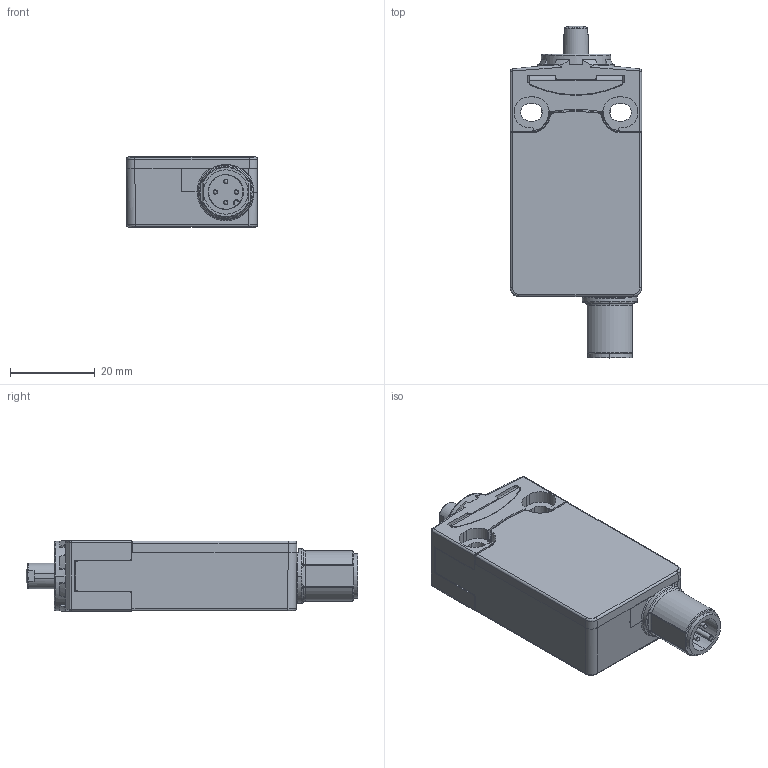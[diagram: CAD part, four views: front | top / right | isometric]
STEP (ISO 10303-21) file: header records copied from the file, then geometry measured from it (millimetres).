
FILE_DESCRIPTION (( 'STEP AP203' ), '1' );
FILE_NAME ('PS116Z11-STS200_Default.step', '2022-10-27T18:30:27', ( 'Windows User' ), ( 'AUTOMATION DIRECT' ), 'SwSTEP 2.0', 'SolidWorks 2021', '' );
FILE_SCHEMA (( 'CONFIG_CONTROL_DESIGN' ));
Products named in the file (1): PS116Z11-STS200_Default
Bounding box: 31 x 78.44 x 16.6 mm (x, y, z)
Volume: 28087.9 mm3; surface area: 10764.4 mm2
Topology: 1 solids, 1 shells, 873 faces, 2325 edges, 1414 vertices
Faces by surface type: cylinder 382, plane 266, bspline 205, cone 20
Entity records: 34617 total; most frequent: CARTESIAN_POINT 14553, ORIENTED_EDGE 4574, DIRECTION 3781, EDGE_CURVE 2287, VERTEX_POINT 1414, AXIS2_PLACEMENT_3D 1383, VECTOR 1015, LINE 1015
